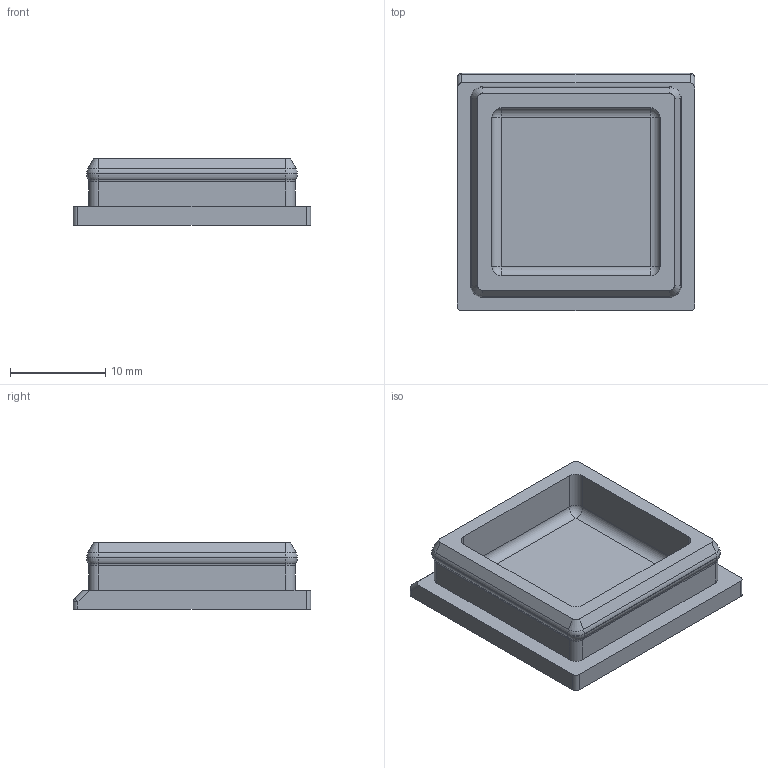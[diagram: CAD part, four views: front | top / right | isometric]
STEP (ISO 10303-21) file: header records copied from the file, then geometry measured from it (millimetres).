
FILE_DESCRIPTION (( 'STEP AP214' ), '1' );
FILE_NAME ('Linear_Guide_Cover.STEP', '2024-06-20T07:58:45', ( '' ), ( '' ), 'SwSTEP 2.0', 'SolidWorks 2024', '' );
FILE_SCHEMA (( 'AUTOMOTIVE_DESIGN' ));
Length unit declared in the file: millimetre
Products named in the file (1): Linear_Guide_Cover
Bounding box: 25 x 25 x 7 mm (x, y, z)
Volume: 2041.8 mm3; surface area: 2150.7 mm2
Topology: 1 solids, 1 shells, 82 faces, 182 edges, 98 vertices
Faces by surface type: cylinder 35, plane 25, torus 12, sphere 6, cone 4
Entity records: 2199 total; most frequent: DIRECTION 420, CARTESIAN_POINT 363, ORIENTED_EDGE 352, EDGE_CURVE 176, AXIS2_PLACEMENT_3D 163, VERTEX_POINT 98, LINE 94, VECTOR 94
